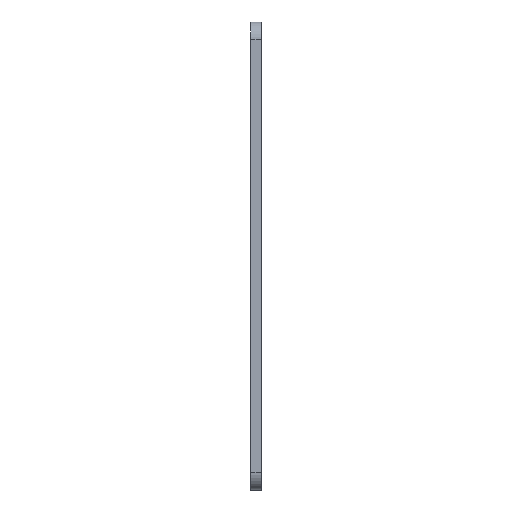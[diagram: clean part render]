
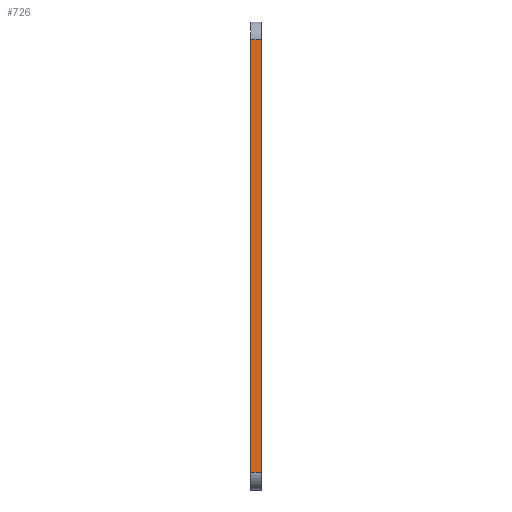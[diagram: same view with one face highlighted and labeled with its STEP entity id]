
A CAD part, left-side view. The second image highlights one B-rep face of the part: STEP entity #726.
In plain terms, the highlighted planar face has unit normal (-1, 0, 0).
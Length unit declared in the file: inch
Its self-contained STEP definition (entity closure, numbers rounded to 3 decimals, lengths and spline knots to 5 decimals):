
#28 = CARTESIAN_POINT ( 'NONE',  ( -4.56086, -1.85039, 1.60811 ) ) ;
#32 = ORIENTED_EDGE ( 'NONE', *, *, #1613, .F. ) ;
#45 = VECTOR ( 'NONE', #654, 39.37008 ) ;
#100 = DIRECTION ( 'NONE',  ( 0., 1., 0. ) ) ;
#158 = LINE ( 'NONE', #859, #1390 ) ;
#185 = DIRECTION ( 'NONE',  ( 0., 0., 1. ) ) ;
#232 = CARTESIAN_POINT ( 'NONE',  ( -4.56086, -1.85039, -3.18291 ) ) ;
#298 = VERTEX_POINT ( 'NONE', #28 ) ;
#348 = LINE ( 'NONE', #1595, #1167 ) ;
#413 = ORIENTED_EDGE ( 'NONE', *, *, #1067, .T. ) ;
#475 = VERTEX_POINT ( 'NONE', #886 ) ;
#508 = FACE_OUTER_BOUND ( 'NONE', #1282, .T. ) ;
#576 = VECTOR ( 'NONE', #185, 39.37008 ) ;
#654 = DIRECTION ( 'NONE',  ( 0., 0., 1. ) ) ;
#726 = ADVANCED_FACE ( 'NONE', ( #508 ), #1495, .T. ) ;
#732 = DIRECTION ( 'NONE',  ( 0., 1., 0. ) ) ;
#859 = CARTESIAN_POINT ( 'NONE',  ( -4.56086, -12.46075, -3.18291 ) ) ;
#886 = CARTESIAN_POINT ( 'NONE',  ( -4.56086, -1.9685, 1.60811 ) ) ;
#944 = CARTESIAN_POINT ( 'NONE',  ( -4.56086, -1.9685, -3.18291 ) ) ;
#975 = EDGE_CURVE ( 'NONE', #1596, #1136, #158, .T. ) ;
#1023 = LINE ( 'NONE', #1031, #576 ) ;
#1031 = CARTESIAN_POINT ( 'NONE',  ( -4.56086, -1.9685, -3.18291 ) ) ;
#1067 = EDGE_CURVE ( 'NONE', #1596, #475, #1023, .T. ) ;
#1136 = VERTEX_POINT ( 'NONE', #232 ) ;
#1167 = VECTOR ( 'NONE', #100, 39.37008 ) ;
#1174 = EDGE_CURVE ( 'NONE', #475, #298, #348, .T. ) ;
#1194 = CARTESIAN_POINT ( 'NONE',  ( -4.56086, -12.46075, -3.18291 ) ) ;
#1221 = ORIENTED_EDGE ( 'NONE', *, *, #1174, .T. ) ;
#1228 = LINE ( 'NONE', #1356, #45 ) ;
#1282 = EDGE_LOOP ( 'NONE', ( #1365, #413, #1221, #32 ) ) ;
#1314 = AXIS2_PLACEMENT_3D ( 'NONE', #1194, #1347, #1481 ) ;
#1347 = DIRECTION ( 'NONE',  ( -1., 0., 0. ) ) ;
#1356 = CARTESIAN_POINT ( 'NONE',  ( -4.56086, -1.85039, -3.18291 ) ) ;
#1365 = ORIENTED_EDGE ( 'NONE', *, *, #975, .F. ) ;
#1390 = VECTOR ( 'NONE', #732, 39.37008 ) ;
#1481 = DIRECTION ( 'NONE',  ( 0., -1., 0. ) ) ;
#1495 = PLANE ( 'NONE',  #1314 ) ;
#1595 = CARTESIAN_POINT ( 'NONE',  ( -4.56086, -12.46075, 1.60811 ) ) ;
#1596 = VERTEX_POINT ( 'NONE', #944 ) ;
#1613 = EDGE_CURVE ( 'NONE', #1136, #298, #1228, .T. ) ;
